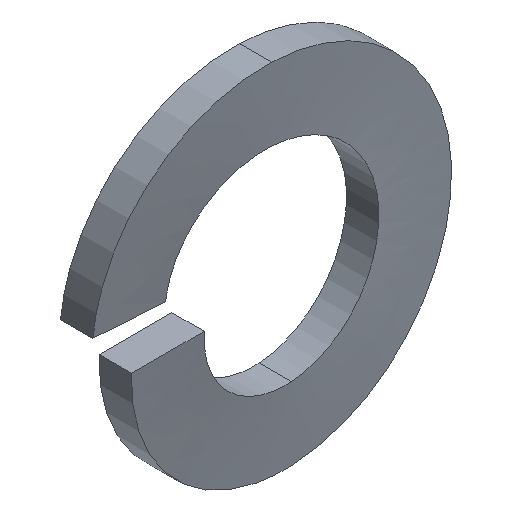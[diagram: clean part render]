
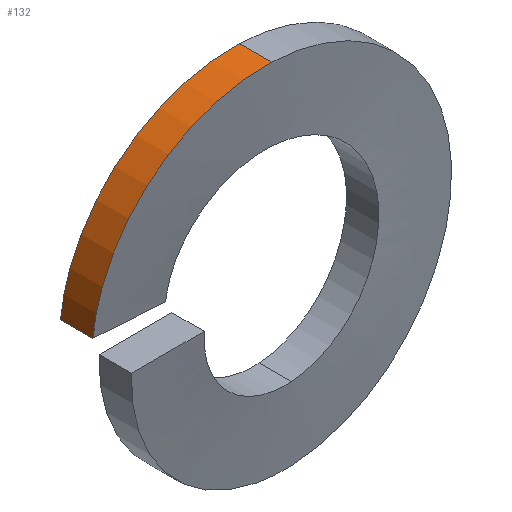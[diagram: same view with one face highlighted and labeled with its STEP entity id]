
A CAD part, isometric view. The second image highlights one B-rep face of the part: STEP entity #132.
In plain terms, the highlighted cylindrical face has radius 2.667 mm (diameter 5.334 mm), a partial arc.
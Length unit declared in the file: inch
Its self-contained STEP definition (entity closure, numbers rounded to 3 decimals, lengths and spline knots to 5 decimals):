
#6 = VERTEX_POINT ( 'NONE', #79 ) ;
#8 = EDGE_CURVE ( 'NONE', #62, #6, #42, .T. ) ;
#9 = EDGE_LOOP ( 'NONE', ( #133, #20, #21, #24 ) ) ;
#20 = ORIENTED_EDGE ( 'NONE', *, *, #8, .T. ) ;
#21 = ORIENTED_EDGE ( 'NONE', *, *, #22, .T. ) ;
#22 = EDGE_CURVE ( 'NONE', #6, #23, #162, .T. ) ;
#23 = VERTEX_POINT ( 'NONE', #216 ) ;
#24 = ORIENTED_EDGE ( 'NONE', *, *, #25, .T. ) ;
#25 = EDGE_CURVE ( 'NONE', #23, #134, #211, .T. ) ;
#39 = DIRECTION ( 'NONE',  ( 0., 1., 0. ) ) ;
#40 = VECTOR ( 'NONE', #39, 39.37008 ) ;
#41 = CARTESIAN_POINT ( 'NONE',  ( 0., 0., 0.105 ) ) ;
#42 = LINE ( 'NONE', #41, #40 ) ;
#61 = EDGE_CURVE ( 'NONE', #62, #134, #207, .T. ) ;
#62 = VERTEX_POINT ( 'NONE', #206 ) ;
#79 = CARTESIAN_POINT ( 'NONE',  ( 0., 0.03819, 0.105 ) ) ;
#132 = ADVANCED_FACE ( 'NONE', ( #337 ), #325, .T. ) ;
#133 = ORIENTED_EDGE ( 'NONE', *, *, #61, .F. ) ;
#134 = VERTEX_POINT ( 'NONE', #306 ) ;
#162 =( BOUNDED_CURVE ( )  B_SPLINE_CURVE ( 2, ( #187, #201, #183, #200, #212 ),
 .UNSPECIFIED., .F., .T. ) 
 B_SPLINE_CURVE_WITH_KNOTS ( ( 3, 2, 3 ),
 ( 0.75741, 0.83333, 1. ),
 .UNSPECIFIED. ) 
 CURVE ( )  GEOMETRIC_REPRESENTATION_ITEM ( )  RATIONAL_B_SPLINE_CURVE ( ( 0.935, 0.94, 1., 0.869, 1. ) ) 
 REPRESENTATION_ITEM ( '' )  );
#170 = DIRECTION ( 'NONE',  ( 0., -1., 0. ) ) ;
#178 = VECTOR ( 'NONE', #170, 39.37008 ) ;
#183 = CARTESIAN_POINT ( 'NONE',  ( -0.04767, 0.04, 0.09356 ) ) ;
#187 = CARTESIAN_POINT ( 'NONE',  ( 0., 0.03819, 0.105 ) ) ;
#198 = CARTESIAN_POINT ( 'NONE',  ( -0.10479, 0.024, 0.00659 ) ) ;
#200 = CARTESIAN_POINT ( 'NONE',  ( -0.10103, 0.042, 0.06637 ) ) ;
#201 = CARTESIAN_POINT ( 'NONE',  ( -0.02521, 0.03916, 0.105 ) ) ;
#202 = CARTESIAN_POINT ( 'NONE',  ( -0.10103, 0.022, 0.06637 ) ) ;
#203 = CARTESIAN_POINT ( 'NONE',  ( -0.04767, 0.02, 0.09356 ) ) ;
#204 = CARTESIAN_POINT ( 'NONE',  ( -0.02521, 0.01916, 0.105 ) ) ;
#205 = CARTESIAN_POINT ( 'NONE',  ( 0., 0.01819, 0.105 ) ) ;
#206 = CARTESIAN_POINT ( 'NONE',  ( 0., 0.01819, 0.105 ) ) ;
#207 =( BOUNDED_CURVE ( )  B_SPLINE_CURVE ( 2, ( #205, #204, #203, #202, #198 ),
 .UNSPECIFIED., .F., .T. ) 
 B_SPLINE_CURVE_WITH_KNOTS ( ( 3, 2, 3 ),
 ( 0.75741, 0.83333, 1. ),
 .UNSPECIFIED. ) 
 CURVE ( )  GEOMETRIC_REPRESENTATION_ITEM ( )  RATIONAL_B_SPLINE_CURVE ( ( 0.935, 0.94, 1., 0.869, 1. ) ) 
 REPRESENTATION_ITEM ( '' )  );
#211 = LINE ( 'NONE', #217, #178 ) ;
#212 = CARTESIAN_POINT ( 'NONE',  ( -0.10479, 0.044, 0.00659 ) ) ;
#216 = CARTESIAN_POINT ( 'NONE',  ( -0.10479, 0.044, 0.00659 ) ) ;
#217 = CARTESIAN_POINT ( 'NONE',  ( -0.10479, 0.044, 0.00659 ) ) ;
#306 = CARTESIAN_POINT ( 'NONE',  ( -0.10479, 0.024, 0.00659 ) ) ;
#307 = DIRECTION ( 'NONE',  ( 0., 0., 1. ) ) ;
#308 = DIRECTION ( 'NONE',  ( 0., 1., 0. ) ) ;
#309 = CARTESIAN_POINT ( 'NONE',  ( 0., 0., 0. ) ) ;
#325 = CYLINDRICAL_SURFACE ( 'NONE', #326, 0.105 ) ;
#326 = AXIS2_PLACEMENT_3D ( 'NONE', #309, #308, #307 ) ;
#337 = FACE_OUTER_BOUND ( 'NONE', #9, .T. ) ;
